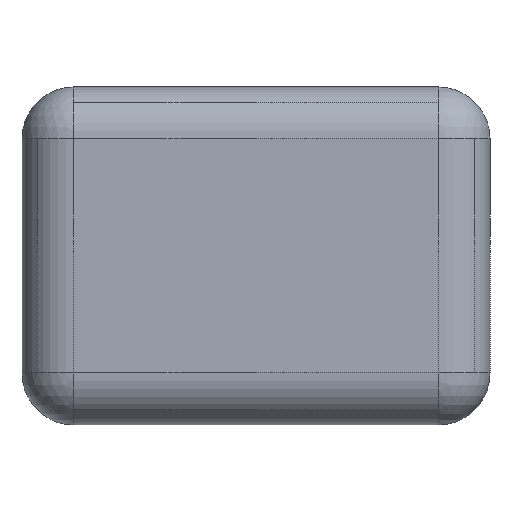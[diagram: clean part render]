
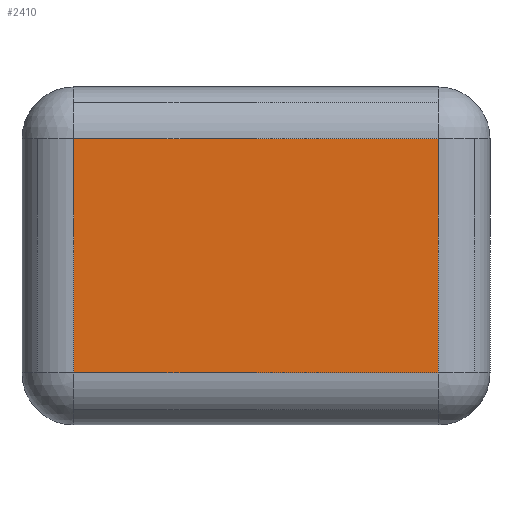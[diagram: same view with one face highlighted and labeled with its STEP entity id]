
A CAD part, left-side view. The second image highlights one B-rep face of the part: STEP entity #2410.
In plain terms, the highlighted planar face has unit normal (-1, 0, 0).
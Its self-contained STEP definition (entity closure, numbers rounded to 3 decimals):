
#1802=CARTESIAN_POINT('',(-1.7,0.7,0.2));
#1803=VERTEX_POINT('',#1802);
#1811=CARTESIAN_POINT('',(-1.7,0.7,1.1));
#1812=VERTEX_POINT('',#1811);
#1813=CARTESIAN_POINT('',(-1.7,0.7,0.2));
#1814=DIRECTION('',(0.0,0.0,1.0));
#1815=VECTOR('',#1814,0.9);
#1816=LINE('',#1813,#1815);
#1817=EDGE_CURVE('',#1803,#1812,#1816,.T.);
#1844=CARTESIAN_POINT('',(-1.7,-0.7,0.2));
#1845=VERTEX_POINT('',#1844);
#1853=CARTESIAN_POINT('',(-1.7,-0.7,0.2));
#1854=DIRECTION('',(0.0,1.0,0.0));
#1855=VECTOR('',#1854,1.4);
#1856=LINE('',#1853,#1855);
#1857=EDGE_CURVE('',#1845,#1803,#1856,.T.);
#2138=CARTESIAN_POINT('',(-1.7,-0.7,1.1));
#2139=VERTEX_POINT('',#2138);
#2199=CARTESIAN_POINT('',(-1.7,-0.7,1.1));
#2200=DIRECTION('',(0.0,0.0,-1.0));
#2201=VECTOR('',#2200,0.9);
#2202=LINE('',#2199,#2201);
#2203=EDGE_CURVE('',#2139,#1845,#2202,.T.);
#2216=CARTESIAN_POINT('',(-1.7,0.7,1.1));
#2217=DIRECTION('',(0.0,-1.0,0.0));
#2218=VECTOR('',#2217,1.4);
#2219=LINE('',#2216,#2218);
#2220=EDGE_CURVE('',#1812,#2139,#2219,.T.);
#2399=CARTESIAN_POINT('',(-1.7,-0.9,0.0));
#2400=DIRECTION('',(-1.0,0.0,0.0));
#2401=DIRECTION('',(0.0,0.0,1.0));
#2402=AXIS2_PLACEMENT_3D('',#2399,#2400,#2401);
#2403=PLANE('',#2402);
#2404=ORIENTED_EDGE('',*,*,#2203,.F.);
#2405=ORIENTED_EDGE('',*,*,#2220,.F.);
#2406=ORIENTED_EDGE('',*,*,#1817,.F.);
#2407=ORIENTED_EDGE('',*,*,#1857,.F.);
#2408=EDGE_LOOP('',(#2404,#2405,#2406,#2407));
#2409=FACE_OUTER_BOUND('',#2408,.T.);
#2410=ADVANCED_FACE('',(#2409),#2403,.T.);
